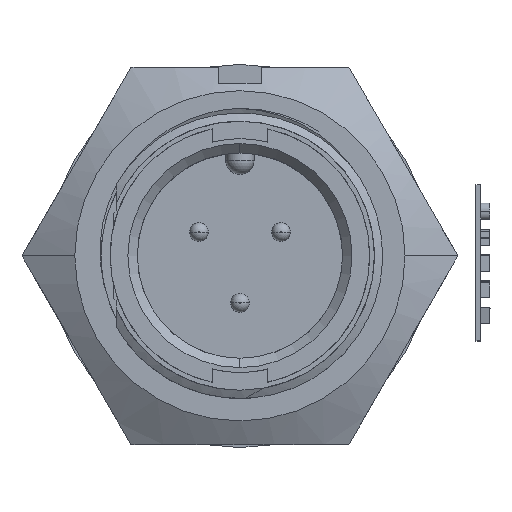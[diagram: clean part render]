
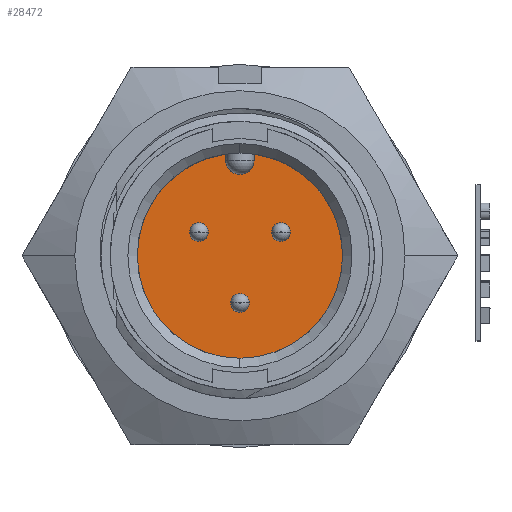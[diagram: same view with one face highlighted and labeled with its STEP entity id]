
A CAD part, top view. The second image highlights one B-rep face of the part: STEP entity #28472.
In plain terms, the highlighted planar face has unit normal (0, 0, 1).
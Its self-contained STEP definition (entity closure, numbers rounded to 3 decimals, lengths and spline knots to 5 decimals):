
#9296 = CARTESIAN_POINT ( 'NONE',  ( -0.06725, 0.05, -0.29804 ) ) ;
#9336 = DIRECTION ( 'NONE',  ( 1., 0., 0. ) ) ;
#9337 = DIRECTION ( 'NONE',  ( 0., 0., 1. ) ) ;
#9338 = CARTESIAN_POINT ( 'NONE',  ( 0., 0., -0.29804 ) ) ;
#9339 = AXIS2_PLACEMENT_3D ( 'NONE', #9338, #9337, #9336 ) ;
#9340 = CIRCLE ( 'NONE', #9339, 0.2175 ) ;
#9345 = CARTESIAN_POINT ( 'NONE',  ( 0., -0.2175, -0.29804 ) ) ;
#9361 = CARTESIAN_POINT ( 'NONE',  ( -0.01975, -0.1, -0.29804 ) ) ;
#9362 = DIRECTION ( 'NONE',  ( 1., 0., 0. ) ) ;
#9363 = DIRECTION ( 'NONE',  ( 0., 0., 1. ) ) ;
#9364 = CARTESIAN_POINT ( 'NONE',  ( 0., -0.1, -0.29804 ) ) ;
#9365 = AXIS2_PLACEMENT_3D ( 'NONE', #9364, #9363, #9362 ) ;
#9366 = CIRCLE ( 'NONE', #9365, 0.01975 ) ;
#9371 = CARTESIAN_POINT ( 'NONE',  ( 0.01975, -0.1, -0.29804 ) ) ;
#9389 = CARTESIAN_POINT ( 'NONE',  ( -0.03, 0.21542, -0.29804 ) ) ;
#9397 = CARTESIAN_POINT ( 'NONE',  ( 0.06725, 0.05, -0.29804 ) ) ;
#9398 = DIRECTION ( 'NONE',  ( 1., 0., 0. ) ) ;
#9399 = DIRECTION ( 'NONE',  ( 0., 0., 1. ) ) ;
#9400 = CARTESIAN_POINT ( 'NONE',  ( 0.087, 0.05, -0.29804 ) ) ;
#9401 = AXIS2_PLACEMENT_3D ( 'NONE', #9400, #9399, #9398 ) ;
#9402 = CIRCLE ( 'NONE', #9401, 0.01975 ) ;
#9407 = CARTESIAN_POINT ( 'NONE',  ( 0.10675, 0.05, -0.29804 ) ) ;
#9598 = CARTESIAN_POINT ( 'NONE',  ( -0.10675, 0.05, -0.29804 ) ) ;
#9599 = DIRECTION ( 'NONE',  ( 1., 0., 0. ) ) ;
#9600 = DIRECTION ( 'NONE',  ( 0., 0., 1. ) ) ;
#9601 = CARTESIAN_POINT ( 'NONE',  ( -0.087, 0.05, -0.29804 ) ) ;
#9602 = AXIS2_PLACEMENT_3D ( 'NONE', #9601, #9600, #9599 ) ;
#9603 = CIRCLE ( 'NONE', #9602, 0.01975 ) ;
#10764 = DIRECTION ( 'NONE',  ( 1., 0., 0. ) ) ;
#10765 = DIRECTION ( 'NONE',  ( 0., 0., -1. ) ) ;
#10766 = CARTESIAN_POINT ( 'NONE',  ( 0., 0.2025, -0.29804 ) ) ;
#10767 = AXIS2_PLACEMENT_3D ( 'NONE', #10766, #10765, #10764 ) ;
#10772 = CIRCLE ( 'NONE', #10767, 0.03 ) ;
#10798 = DIRECTION ( 'NONE',  ( 1., 0., 0. ) ) ;
#10799 = DIRECTION ( 'NONE',  ( 0., 0., 1. ) ) ;
#10800 = CARTESIAN_POINT ( 'NONE',  ( 0., -0.1, -0.29804 ) ) ;
#10801 = AXIS2_PLACEMENT_3D ( 'NONE', #10800, #10799, #10798 ) ;
#10802 = CIRCLE ( 'NONE', #10801, 0.01975 ) ;
#10832 = DIRECTION ( 'NONE',  ( 1., 0., 0. ) ) ;
#10833 = DIRECTION ( 'NONE',  ( 0., 0., 1. ) ) ;
#10834 = CARTESIAN_POINT ( 'NONE',  ( 0.087, 0.05, -0.29804 ) ) ;
#10835 = AXIS2_PLACEMENT_3D ( 'NONE', #10834, #10833, #10832 ) ;
#10840 = CIRCLE ( 'NONE', #10835, 0.01975 ) ;
#10843 = DIRECTION ( 'NONE',  ( 1., 0., 0. ) ) ;
#10844 = DIRECTION ( 'NONE',  ( 0., 0., 1. ) ) ;
#10845 = CARTESIAN_POINT ( 'NONE',  ( -0.087, 0.05, -0.29804 ) ) ;
#10846 = AXIS2_PLACEMENT_3D ( 'NONE', #10845, #10844, #10843 ) ;
#10847 = CIRCLE ( 'NONE', #10846, 0.01975 ) ;
#10848 = CARTESIAN_POINT ( 'NONE',  ( 0.03, 0.2025, -0.29804 ) ) ;
#10849 = CARTESIAN_POINT ( 'NONE',  ( -0.03, 0.2025, -0.29804 ) ) ;
#10862 = DIRECTION ( 'NONE',  ( 0., -1., 0. ) ) ;
#10863 = VECTOR ( 'NONE', #10862, 39.37008 ) ;
#10864 = CARTESIAN_POINT ( 'NONE',  ( 0.03, 0.21542, -0.29804 ) ) ;
#10865 = LINE ( 'NONE', #10864, #10863 ) ;
#10866 = CARTESIAN_POINT ( 'NONE',  ( 0.03, 0.21542, -0.29804 ) ) ;
#10867 = DIRECTION ( 'NONE',  ( 1., 0., 0. ) ) ;
#10868 = DIRECTION ( 'NONE',  ( 0., 0., 1. ) ) ;
#10869 = CARTESIAN_POINT ( 'NONE',  ( 0., 0., -0.29804 ) ) ;
#10870 = AXIS2_PLACEMENT_3D ( 'NONE', #10869, #10868, #10867 ) ;
#10876 = CIRCLE ( 'NONE', #10870, 0.2175 ) ;
#10895 = DIRECTION ( 'NONE',  ( 1., 0., 0. ) ) ;
#10896 = DIRECTION ( 'NONE',  ( 0., 0., 1. ) ) ;
#10897 = AXIS2_PLACEMENT_3D ( 'NONE', #10898, #10896, #10895 ) ;
#10898 = CARTESIAN_POINT ( 'NONE',  ( 0., 0.2025, -0.29804 ) ) ;
#10899 = PLANE ( 'NONE',  #10897 ) ;
#10900 = FACE_BOUND ( 'NONE', #26999, .T. ) ;
#10901 = FACE_BOUND ( 'NONE', #28450, .T. ) ;
#10902 = FACE_BOUND ( 'NONE', #28445, .T. ) ;
#10903 = FACE_OUTER_BOUND ( 'NONE', #28475, .T. ) ;
#10904 = DIRECTION ( 'NONE',  ( 0., 1., 0. ) ) ;
#10905 = VECTOR ( 'NONE', #10904, 39.37008 ) ;
#10906 = CARTESIAN_POINT ( 'NONE',  ( -0.03, 0.2025, -0.29804 ) ) ;
#10907 = LINE ( 'NONE', #10906, #10905 ) ;
#26999 = EDGE_LOOP ( 'NONE', ( #28411, #28413 ) ) ;
#27172 = VERTEX_POINT ( 'NONE', #9296 ) ;
#27245 = VERTEX_POINT ( 'NONE', #9345 ) ;
#27247 = EDGE_CURVE ( 'NONE', #27248, #27245, #9340, .T. ) ;
#27248 = VERTEX_POINT ( 'NONE', #9389 ) ;
#27265 = VERTEX_POINT ( 'NONE', #9371 ) ;
#27272 = EDGE_CURVE ( 'NONE', #27265, #27273, #9366, .T. ) ;
#27273 = VERTEX_POINT ( 'NONE', #9361 ) ;
#27290 = VERTEX_POINT ( 'NONE', #9407 ) ;
#27296 = EDGE_CURVE ( 'NONE', #27290, #27297, #9402, .T. ) ;
#27297 = VERTEX_POINT ( 'NONE', #9397 ) ;
#27476 = EDGE_CURVE ( 'NONE', #27172, #27477, #9603, .T. ) ;
#27477 = VERTEX_POINT ( 'NONE', #9598 ) ;
#28331 = EDGE_CURVE ( 'NONE', #28381, #28377, #10772, .T. ) ;
#28365 = EDGE_CURVE ( 'NONE', #27273, #27265, #10802, .T. ) ;
#28377 = VERTEX_POINT ( 'NONE', #10849 ) ;
#28381 = VERTEX_POINT ( 'NONE', #10848 ) ;
#28387 = EDGE_CURVE ( 'NONE', #27477, #27172, #10847, .T. ) ;
#28397 = EDGE_CURVE ( 'NONE', #27297, #27290, #10840, .T. ) ;
#28411 = ORIENTED_EDGE ( 'NONE', *, *, #28387, .F. ) ;
#28413 = ORIENTED_EDGE ( 'NONE', *, *, #27476, .F. ) ;
#28434 = ORIENTED_EDGE ( 'NONE', *, *, #28465, .T. ) ;
#28435 = ORIENTED_EDGE ( 'NONE', *, *, #27247, .T. ) ;
#28436 = ORIENTED_EDGE ( 'NONE', *, *, #28437, .T. ) ;
#28437 = EDGE_CURVE ( 'NONE', #27245, #28439, #10876, .T. ) ;
#28439 = VERTEX_POINT ( 'NONE', #10866 ) ;
#28441 = ORIENTED_EDGE ( 'NONE', *, *, #28443, .T. ) ;
#28443 = EDGE_CURVE ( 'NONE', #28439, #28381, #10865, .T. ) ;
#28445 = EDGE_LOOP ( 'NONE', ( #28446, #28447 ) ) ;
#28446 = ORIENTED_EDGE ( 'NONE', *, *, #28365, .F. ) ;
#28447 = ORIENTED_EDGE ( 'NONE', *, *, #27272, .F. ) ;
#28450 = EDGE_LOOP ( 'NONE', ( #28451, #28453 ) ) ;
#28451 = ORIENTED_EDGE ( 'NONE', *, *, #28397, .F. ) ;
#28453 = ORIENTED_EDGE ( 'NONE', *, *, #27296, .F. ) ;
#28465 = EDGE_CURVE ( 'NONE', #28377, #27248, #10907, .T. ) ;
#28472 = ADVANCED_FACE ( 'NONE', ( #10903, #10902, #10901, #10900 ), #10899, .T. ) ;
#28475 = EDGE_LOOP ( 'NONE', ( #28476, #28434, #28435, #28436, #28441 ) ) ;
#28476 = ORIENTED_EDGE ( 'NONE', *, *, #28331, .T. ) ;
